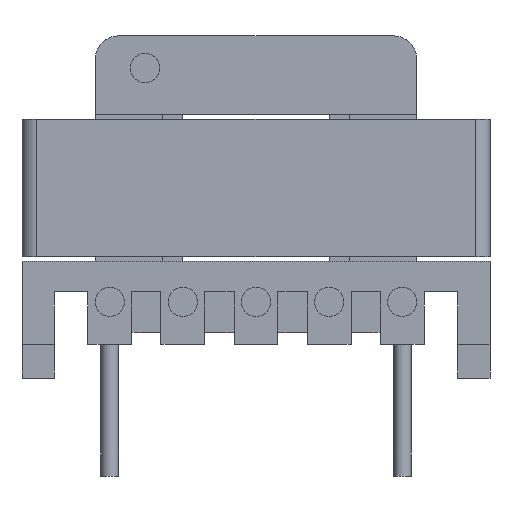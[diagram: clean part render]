
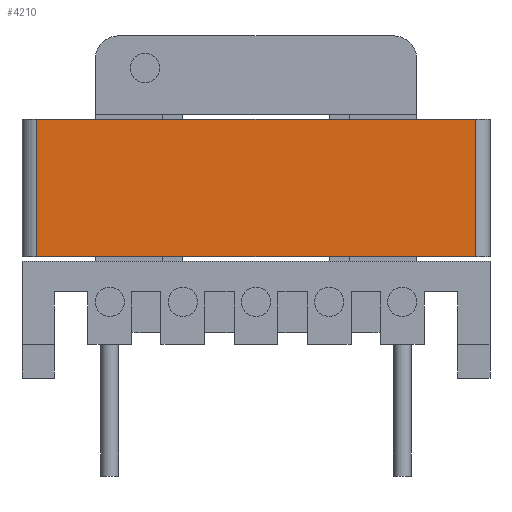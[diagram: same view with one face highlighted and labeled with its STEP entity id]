
A CAD part, front view. The second image highlights one B-rep face of the part: STEP entity #4210.
In plain terms, the highlighted planar face has unit normal (0, -1, 0).
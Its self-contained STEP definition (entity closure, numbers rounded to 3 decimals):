
#158=FACE_OUTER_BOUND('',#393,.T.);
#393=EDGE_LOOP('',(#2632,#2633,#2634,#2635));
#649=LINE('',#5948,#1155);
#650=LINE('',#5952,#1156);
#651=LINE('',#5954,#1157);
#652=LINE('',#5955,#1158);
#1155=VECTOR('',#4803,1.);
#1156=VECTOR('',#4808,1.);
#1157=VECTOR('',#4809,1.);
#1158=VECTOR('',#4810,1.);
#1660=VERTEX_POINT('',#5945);
#1661=VERTEX_POINT('',#5947);
#1662=VERTEX_POINT('',#5951);
#1663=VERTEX_POINT('',#5953);
#2038=EDGE_CURVE('',#1660,#1661,#649,.T.);
#2040=EDGE_CURVE('',#1660,#1662,#650,.T.);
#2041=EDGE_CURVE('',#1662,#1663,#651,.T.);
#2042=EDGE_CURVE('',#1661,#1663,#652,.T.);
#2632=ORIENTED_EDGE('',*,*,#2038,.F.);
#2633=ORIENTED_EDGE('',*,*,#2040,.T.);
#2634=ORIENTED_EDGE('',*,*,#2041,.T.);
#2635=ORIENTED_EDGE('',*,*,#2042,.F.);
#3791=PLANE('',#4466);
#4210=ADVANCED_FACE('',(#158),#3791,.F.);
#4466=AXIS2_PLACEMENT_3D('',#5950,#4806,#4807);
#4803=DIRECTION('',(0.,0.,1.));
#4806=DIRECTION('center_axis',(0.,1.,0.));
#4807=DIRECTION('ref_axis',(1.,0.,0.));
#4808=DIRECTION('',(1.,0.,0.));
#4809=DIRECTION('',(0.,0.,1.));
#4810=DIRECTION('',(1.,0.,0.));
#5945=CARTESIAN_POINT('',(-7.5,-8.201,0.154));
#5947=CARTESIAN_POINT('',(-7.5,-8.201,4.854));
#5948=CARTESIAN_POINT('',(-7.5,-8.201,0.154));
#5950=CARTESIAN_POINT('Origin',(-7.5,-8.201,0.154));
#5951=CARTESIAN_POINT('',(7.5,-8.201,0.154));
#5952=CARTESIAN_POINT('',(-7.5,-8.201,0.154));
#5953=CARTESIAN_POINT('',(7.5,-8.201,4.854));
#5954=CARTESIAN_POINT('',(7.5,-8.201,0.154));
#5955=CARTESIAN_POINT('',(-7.5,-8.201,4.854));
